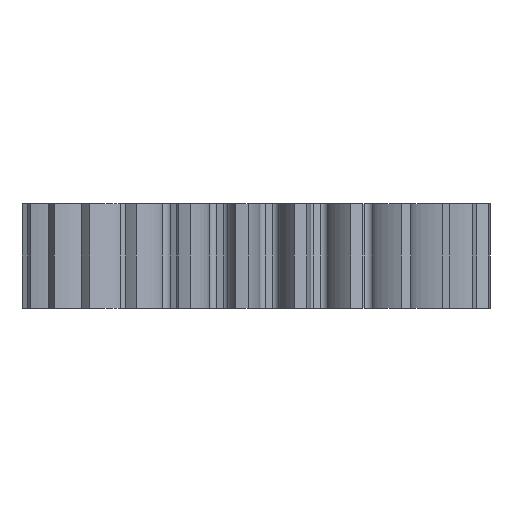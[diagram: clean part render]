
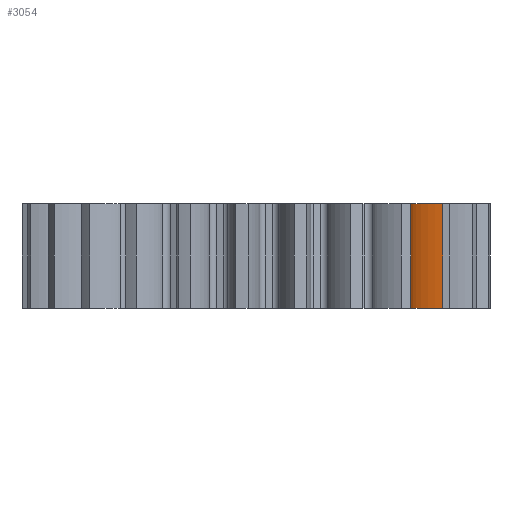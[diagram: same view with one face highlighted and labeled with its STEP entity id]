
A CAD part, front view. The second image highlights one B-rep face of the part: STEP entity #3054.
In plain terms, the highlighted free-form (B-spline) face has degree [3, 1] with [10, 2] control points.
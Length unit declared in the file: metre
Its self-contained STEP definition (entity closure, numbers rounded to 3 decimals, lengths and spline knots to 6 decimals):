
#169=B_SPLINE_SURFACE_WITH_KNOTS('',3,1,((#7417,#7418),(#7419,#7420),(#7421,
#7422),(#7423,#7424),(#7425,#7426),(#7427,#7428),(#7429,#7430),(#7431,#7432),
(#7433,#7434),(#7435,#7436)),.SURF_OF_LINEAR_EXTRUSION.,.F.,.F.,.F.,(4,
1,1,1,1,1,1,4),(2,2),(0.077609,0.130994,0.18438,
0.291151,0.397922,0.504693,0.718235,
0.931777),(0.,1.),.UNSPECIFIED.);
#326=LINE('',#7437,#504);
#327=LINE('',#7438,#505);
#504=VECTOR('',#4125,1.);
#505=VECTOR('',#4126,1.);
#1422=ORIENTED_EDGE('',*,*,#1846,.F.);
#1423=ORIENTED_EDGE('',*,*,#2170,.T.);
#1424=ORIENTED_EDGE('',*,*,#1888,.T.);
#1425=ORIENTED_EDGE('',*,*,#2171,.F.);
#1846=EDGE_CURVE('',#2332,#2333,#2565,.T.);
#1888=EDGE_CURVE('',#2375,#2374,#2575,.T.);
#2170=EDGE_CURVE('',#2332,#2375,#326,.T.);
#2171=EDGE_CURVE('',#2333,#2374,#327,.T.);
#2332=VERTEX_POINT('',#5189);
#2333=VERTEX_POINT('',#5205);
#2374=VERTEX_POINT('',#5414);
#2375=VERTEX_POINT('',#5430);
#2565=B_SPLINE_CURVE_WITH_KNOTS('',3,(#5190,#5191,#5192,#5193,#5194,#5195,
#5196,#5197,#5198,#5199,#5200,#5201,#5202,#5203,#5204),.UNSPECIFIED.,.F.,
 .F.,(4,1,1,1,1,1,1,1,1,1,1,1,4),(0.,0.133552,0.172767,
0.223393,0.283295,0.351217,0.426308,
0.50794,0.595627,0.688977,0.787666,0.891419,
1.),.UNSPECIFIED.);
#2575=B_SPLINE_CURVE_WITH_KNOTS('',3,(#5415,#5416,#5417,#5418,#5419,#5420,
#5421,#5422,#5423,#5424,#5425,#5426,#5427,#5428,#5429),.UNSPECIFIED.,.F.,
 .F.,(4,1,1,1,1,1,1,1,1,1,1,1,4),(0.,0.133552,0.172767,
0.223393,0.283295,0.351217,0.426308,
0.50794,0.595627,0.688977,0.787666,0.891419,
1.),.UNSPECIFIED.);
#2714=EDGE_LOOP('',(#1422,#1423,#1424,#1425));
#2880=FACE_BOUND('',#2714,.T.);
#3054=ADVANCED_FACE('',(#2880),#169,.F.);
#4125=DIRECTION('',(0.,0.,-1.));
#4126=DIRECTION('',(0.,0.,-1.));
#5189=CARTESIAN_POINT('',(0.008829,-0.007529,0.006));
#5190=CARTESIAN_POINT('',(0.00856,-0.007299,0.006));
#5191=CARTESIAN_POINT('',(0.008727,-0.007442,0.006));
#5192=CARTESIAN_POINT('',(0.008942,-0.007627,0.006));
#5193=CARTESIAN_POINT('',(0.008983,-0.007655,0.006));
#5194=CARTESIAN_POINT('',(0.00905,-0.0077,0.006));
#5195=CARTESIAN_POINT('',(0.009136,-0.00775,0.006));
#5196=CARTESIAN_POINT('',(0.009254,-0.007812,0.006));
#5197=CARTESIAN_POINT('',(0.009401,-0.007879,0.006));
#5198=CARTESIAN_POINT('',(0.009578,-0.00795,0.006));
#5199=CARTESIAN_POINT('',(0.009786,-0.008022,0.006));
#5200=CARTESIAN_POINT('',(0.010026,-0.008091,0.006));
#5201=CARTESIAN_POINT('',(0.010298,-0.008155,0.006));
#5202=CARTESIAN_POINT('',(0.010601,-0.008211,0.006));
#5203=CARTESIAN_POINT('',(0.010821,-0.008238,0.006));
#5204=CARTESIAN_POINT('',(0.010934,-0.008251,0.006));
#5205=CARTESIAN_POINT('',(0.010707,-0.008223,0.006));
#5414=CARTESIAN_POINT('',(0.010707,-0.008223,0.));
#5415=CARTESIAN_POINT('',(0.00856,-0.007299,0.));
#5416=CARTESIAN_POINT('',(0.008727,-0.007442,0.));
#5417=CARTESIAN_POINT('',(0.008942,-0.007627,0.));
#5418=CARTESIAN_POINT('',(0.008983,-0.007655,0.));
#5419=CARTESIAN_POINT('',(0.00905,-0.0077,0.));
#5420=CARTESIAN_POINT('',(0.009136,-0.00775,0.));
#5421=CARTESIAN_POINT('',(0.009254,-0.007812,0.));
#5422=CARTESIAN_POINT('',(0.009401,-0.007879,0.));
#5423=CARTESIAN_POINT('',(0.009578,-0.00795,0.));
#5424=CARTESIAN_POINT('',(0.009786,-0.008022,0.));
#5425=CARTESIAN_POINT('',(0.010026,-0.008091,0.));
#5426=CARTESIAN_POINT('',(0.010298,-0.008155,0.));
#5427=CARTESIAN_POINT('',(0.010601,-0.008211,0.));
#5428=CARTESIAN_POINT('',(0.010821,-0.008238,0.));
#5429=CARTESIAN_POINT('',(0.010934,-0.008251,0.));
#5430=CARTESIAN_POINT('',(0.008829,-0.007529,0.));
#7417=CARTESIAN_POINT('',(0.008829,-0.007529,0.006));
#7418=CARTESIAN_POINT('',(0.008829,-0.007529,0.));
#7419=CARTESIAN_POINT('',(0.00888,-0.007573,0.006));
#7420=CARTESIAN_POINT('',(0.00888,-0.007573,0.));
#7421=CARTESIAN_POINT('',(0.008962,-0.007642,0.006));
#7422=CARTESIAN_POINT('',(0.008962,-0.007642,0.));
#7423=CARTESIAN_POINT('',(0.009,-0.007666,0.006));
#7424=CARTESIAN_POINT('',(0.009,-0.007666,0.));
#7425=CARTESIAN_POINT('',(0.009145,-0.007758,0.006));
#7426=CARTESIAN_POINT('',(0.009145,-0.007758,0.));
#7427=CARTESIAN_POINT('',(0.009335,-0.007851,0.006));
#7428=CARTESIAN_POINT('',(0.009335,-0.007851,0.));
#7429=CARTESIAN_POINT('',(0.009641,-0.007978,0.006));
#7430=CARTESIAN_POINT('',(0.009641,-0.007978,0.));
#7431=CARTESIAN_POINT('',(0.010089,-0.008116,0.006));
#7432=CARTESIAN_POINT('',(0.010089,-0.008116,0.));
#7433=CARTESIAN_POINT('',(0.010503,-0.008196,0.006));
#7434=CARTESIAN_POINT('',(0.010503,-0.008196,0.));
#7435=CARTESIAN_POINT('',(0.010722,-0.008225,0.006));
#7436=CARTESIAN_POINT('',(0.010722,-0.008225,0.));
#7437=CARTESIAN_POINT('',(0.008829,-0.007529,0.006));
#7438=CARTESIAN_POINT('',(0.010707,-0.008223,0.006));
